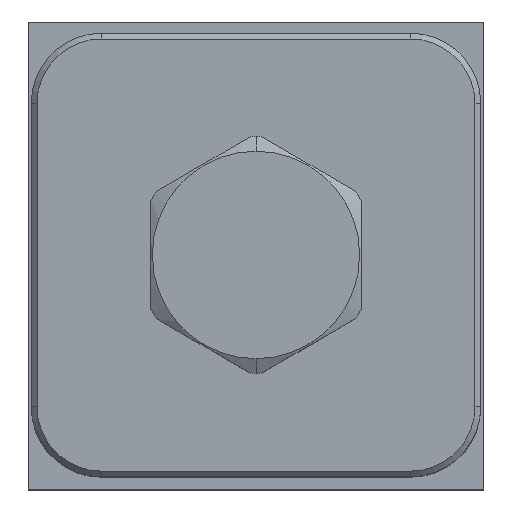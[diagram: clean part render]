
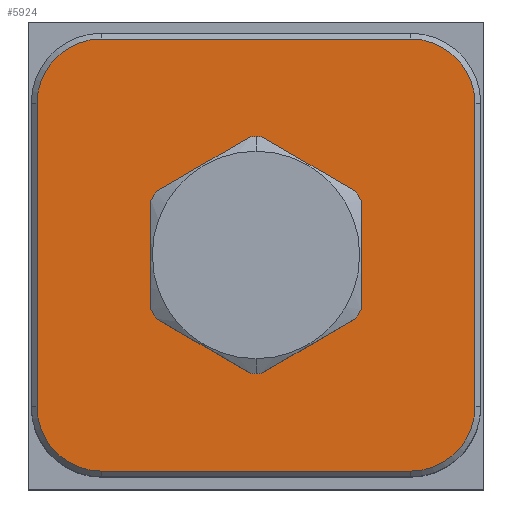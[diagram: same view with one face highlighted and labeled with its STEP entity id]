
A CAD part, top view. The second image highlights one B-rep face of the part: STEP entity #5924.
In plain terms, the highlighted planar face has unit normal (0, 0, 1).
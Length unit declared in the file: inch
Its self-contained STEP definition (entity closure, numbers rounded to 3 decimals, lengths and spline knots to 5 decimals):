
#3417=CARTESIAN_POINT('',(1.219,-1.25,4.25));
#3418=DIRECTION('',(0.,0.,-1.));
#3419=DIRECTION('',(-1.,0.,0.));
#3420=AXIS2_PLACEMENT_3D('',#3417,#3418,#3419);
#3422=CARTESIAN_POINT('',(1.219,-1.25,4.25));
#3423=DIRECTION('',(0.,0.,-1.));
#3424=DIRECTION('',(1.,0.,0.));
#3425=AXIS2_PLACEMENT_3D('',#3422,#3423,#3424);
#3427=CARTESIAN_POINT('',(2.047,-2.062,4.25));
#3428=DIRECTION('',(0.,0.,-1.));
#3429=DIRECTION('',(1.,0.,0.));
#3430=AXIS2_PLACEMENT_3D('',#3427,#3428,#3429);
#3441=DIRECTION('',(0.,-1.,0.));
#3442=VECTOR('',#3441,1.625);
#3443=CARTESIAN_POINT('',(2.391,-0.437,4.25));
#3444=LINE('',#3443,#3442);
#3453=CARTESIAN_POINT('',(2.047,-0.437,4.25));
#3454=DIRECTION('',(0.,0.,-1.));
#3455=DIRECTION('',(0.,1.,0.));
#3456=AXIS2_PLACEMENT_3D('',#3453,#3454,#3455);
#3467=DIRECTION('',(1.,0.,0.));
#3468=VECTOR('',#3467,1.656);
#3469=CARTESIAN_POINT('',(0.391,-0.093,4.25));
#3470=LINE('',#3469,#3468);
#3479=CARTESIAN_POINT('',(0.391,-0.437,4.25));
#3480=DIRECTION('',(0.,0.,-1.));
#3481=DIRECTION('',(-1.,0.,0.));
#3482=AXIS2_PLACEMENT_3D('',#3479,#3480,#3481);
#3493=DIRECTION('',(0.,1.,0.));
#3494=VECTOR('',#3493,1.625);
#3495=CARTESIAN_POINT('',(0.047,-2.062,4.25));
#3496=LINE('',#3495,#3494);
#3501=CARTESIAN_POINT('',(0.391,-2.062,4.25));
#3502=DIRECTION('',(0.,0.,-1.));
#3503=DIRECTION('',(0.,-1.,0.));
#3504=AXIS2_PLACEMENT_3D('',#3501,#3502,#3503);
#3519=DIRECTION('',(-1.,0.,0.));
#3520=VECTOR('',#3519,1.656);
#3521=CARTESIAN_POINT('',(2.047,-2.406,4.25));
#3522=LINE('',#3521,#3520);
#4283=CARTESIAN_POINT('',(0.679,-1.25,4.25));
#4284=CARTESIAN_POINT('',(1.759,-1.25,4.25));
#4285=VERTEX_POINT('',#4283);
#4286=VERTEX_POINT('',#4284);
#4327=CARTESIAN_POINT('',(0.047,-2.062,4.25));
#4328=CARTESIAN_POINT('',(0.047,-0.437,4.25));
#4329=VERTEX_POINT('',#4327);
#4330=VERTEX_POINT('',#4328);
#4335=CARTESIAN_POINT('',(0.391,-0.093,4.25));
#4336=VERTEX_POINT('',#4335);
#4339=CARTESIAN_POINT('',(2.047,-0.093,4.25));
#4340=VERTEX_POINT('',#4339);
#4343=CARTESIAN_POINT('',(2.391,-0.437,4.25));
#4344=VERTEX_POINT('',#4343);
#4347=CARTESIAN_POINT('',(2.391,-2.062,4.25));
#4348=VERTEX_POINT('',#4347);
#4351=CARTESIAN_POINT('',(2.047,-2.406,4.25));
#4352=VERTEX_POINT('',#4351);
#4355=CARTESIAN_POINT('',(0.391,-2.406,4.25));
#4356=VERTEX_POINT('',#4355);
#5896=CARTESIAN_POINT('',(0.,0.,4.25));
#5897=DIRECTION('',(0.,0.,1.));
#5898=DIRECTION('',(1.,0.,0.));
#5899=AXIS2_PLACEMENT_3D('',#5896,#5897,#5898);
#5900=PLANE('',#5899);
#5902=ORIENTED_EDGE('',*,*,#5901,.T.);
#5904=ORIENTED_EDGE('',*,*,#5903,.T.);
#5906=ORIENTED_EDGE('',*,*,#5905,.T.);
#5908=ORIENTED_EDGE('',*,*,#5907,.T.);
#5910=ORIENTED_EDGE('',*,*,#5909,.T.);
#5912=ORIENTED_EDGE('',*,*,#5911,.T.);
#5914=ORIENTED_EDGE('',*,*,#5913,.T.);
#5916=ORIENTED_EDGE('',*,*,#5915,.T.);
#5917=EDGE_LOOP('',(#5902,#5904,#5906,#5908,#5910,#5912,#5914,#5916));
#5918=FACE_OUTER_BOUND('',#5917,.F.);
#5920=ORIENTED_EDGE('',*,*,#5919,.F.);
#5921=ORIENTED_EDGE('',*,*,#5886,.F.);
#5922=EDGE_LOOP('',(#5920,#5921));
#5923=FACE_BOUND('',#5922,.F.);
#5924=ADVANCED_FACE('',(#5918,#5923),#5900,.T.);
#3421=CIRCLE('',#3420,0.54);
#3426=CIRCLE('',#3425,0.54);
#3431=CIRCLE('',#3430,0.344);
#3457=CIRCLE('',#3456,0.344);
#3483=CIRCLE('',#3482,0.344);
#3505=CIRCLE('',#3504,0.344);
#5886=EDGE_CURVE('',#4286,#4285,#3426,.T.);
#5901=EDGE_CURVE('',#4348,#4352,#3431,.T.);
#5903=EDGE_CURVE('',#4352,#4356,#3522,.T.);
#5905=EDGE_CURVE('',#4356,#4329,#3505,.T.);
#5907=EDGE_CURVE('',#4329,#4330,#3496,.T.);
#5909=EDGE_CURVE('',#4330,#4336,#3483,.T.);
#5911=EDGE_CURVE('',#4336,#4340,#3470,.T.);
#5913=EDGE_CURVE('',#4340,#4344,#3457,.T.);
#5915=EDGE_CURVE('',#4344,#4348,#3444,.T.);
#5919=EDGE_CURVE('',#4285,#4286,#3421,.T.);
